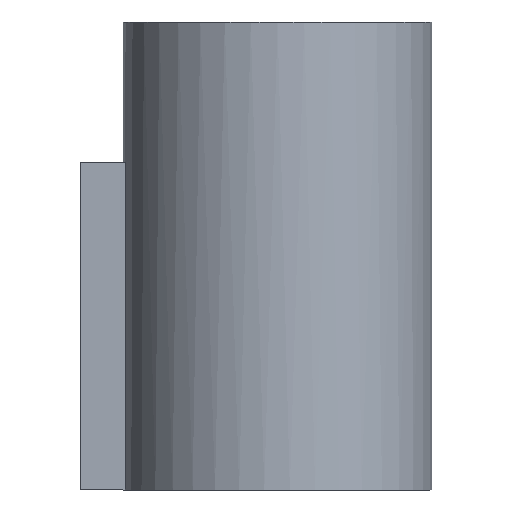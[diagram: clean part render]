
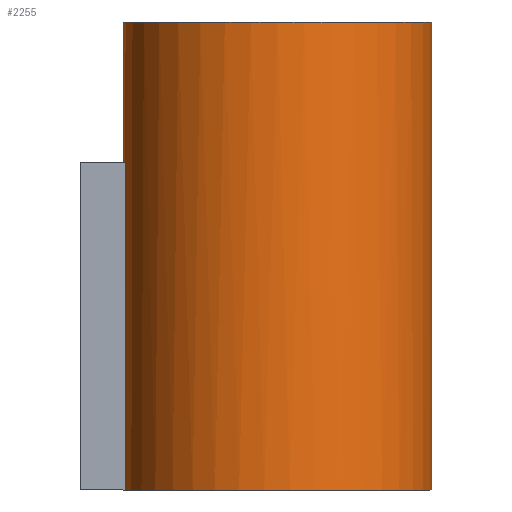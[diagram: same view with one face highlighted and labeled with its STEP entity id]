
A CAD part, front view. The second image highlights one B-rep face of the part: STEP entity #2255.
In plain terms, the highlighted cylindrical face has radius 5.5 mm (diameter 11 mm), a full revolution.
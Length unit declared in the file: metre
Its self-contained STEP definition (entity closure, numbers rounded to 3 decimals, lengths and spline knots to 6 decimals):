
#12=CYLINDRICAL_SURFACE('',#2388,0.0055);
#13=CIRCLE('',#2387,0.0055);
#14=CIRCLE('',#2389,0.0055);
#15=CIRCLE('',#2390,0.0055);
#16=CIRCLE('',#2391,0.0055);
#17=CIRCLE('',#2392,0.0055);
#113=ORIENTED_EDGE('',*,*,#716,.F.);
#114=ORIENTED_EDGE('',*,*,#775,.F.);
#115=ORIENTED_EDGE('',*,*,#776,.T.);
#116=ORIENTED_EDGE('',*,*,#777,.T.);
#117=ORIENTED_EDGE('',*,*,#778,.F.);
#118=ORIENTED_EDGE('',*,*,#779,.F.);
#119=ORIENTED_EDGE('',*,*,#780,.T.);
#120=ORIENTED_EDGE('',*,*,#781,.T.);
#121=ORIENTED_EDGE('',*,*,#782,.F.);
#716=EDGE_CURVE('',#1047,#1047,#13,.T.);
#775=EDGE_CURVE('',#1106,#1107,#14,.F.);
#776=EDGE_CURVE('',#1106,#1108,#1326,.F.);
#777=EDGE_CURVE('',#1108,#1109,#15,.F.);
#778=EDGE_CURVE('',#1110,#1109,#1327,.F.);
#779=EDGE_CURVE('',#1111,#1110,#16,.F.);
#780=EDGE_CURVE('',#1111,#1112,#1328,.F.);
#781=EDGE_CURVE('',#1112,#1113,#17,.F.);
#782=EDGE_CURVE('',#1107,#1113,#1329,.F.);
#1047=VERTEX_POINT('',#3161);
#1106=VERTEX_POINT('',#3280);
#1107=VERTEX_POINT('',#3281);
#1108=VERTEX_POINT('',#3283);
#1109=VERTEX_POINT('',#3285);
#1110=VERTEX_POINT('',#3287);
#1111=VERTEX_POINT('',#3289);
#1112=VERTEX_POINT('',#3291);
#1113=VERTEX_POINT('',#3293);
#1326=LINE('',#3282,#1652);
#1327=LINE('',#3286,#1653);
#1328=LINE('',#3290,#1654);
#1329=LINE('',#3294,#1655);
#1652=VECTOR('',#2614,1.);
#1653=VECTOR('',#2617,1.);
#1654=VECTOR('',#2620,1.);
#1655=VECTOR('',#2623,1.);
#1889=EDGE_LOOP('',(#113));
#1890=EDGE_LOOP('',(#114,#115,#116,#117,#118,#119,#120,#121));
#2015=FACE_BOUND('',#1889,.T.);
#2016=FACE_BOUND('',#1890,.T.);
#2255=ADVANCED_FACE('',(#2015,#2016),#12,.T.);
#2387=AXIS2_PLACEMENT_3D('',#3160,#2550,#2551);
#2388=AXIS2_PLACEMENT_3D('',#3278,#2610,#2611);
#2389=AXIS2_PLACEMENT_3D('',#3279,#2612,#2613);
#2390=AXIS2_PLACEMENT_3D('',#3284,#2615,#2616);
#2391=AXIS2_PLACEMENT_3D('',#3288,#2618,#2619);
#2392=AXIS2_PLACEMENT_3D('',#3292,#2621,#2622);
#2550=DIRECTION('',(0.,0.,1.));
#2551=DIRECTION('',(1.,0.,0.));
#2610=DIRECTION('',(0.,0.,1.));
#2611=DIRECTION('',(1.,0.,0.));
#2612=DIRECTION('',(0.,0.,1.));
#2613=DIRECTION('',(1.,0.,0.));
#2614=DIRECTION('',(0.,0.,1.));
#2615=DIRECTION('',(0.,0.,-1.));
#2616=DIRECTION('',(-1.,0.,0.));
#2617=DIRECTION('',(0.,0.,1.));
#2618=DIRECTION('',(0.,0.,1.));
#2619=DIRECTION('',(1.,0.,0.));
#2620=DIRECTION('',(0.,0.,1.));
#2621=DIRECTION('',(0.,0.,-1.));
#2622=DIRECTION('',(-1.,0.,0.));
#2623=DIRECTION('',(0.,0.,1.));
#3160=CARTESIAN_POINT('',(0.151049,-0.132514,0.023773));
#3161=CARTESIAN_POINT('',(0.156549,-0.132514,0.023773));
#3278=CARTESIAN_POINT('',(0.151049,-0.132514,-0.388279));
#3279=CARTESIAN_POINT('',(0.151049,-0.132514,0.018773));
#3280=CARTESIAN_POINT('',(0.150174,-0.127084,0.018773));
#3281=CARTESIAN_POINT('',(0.151924,-0.127084,0.018773));
#3282=CARTESIAN_POINT('',(0.150174,-0.127084,-0.388279));
#3283=CARTESIAN_POINT('',(0.150174,-0.127084,0.007091));
#3284=CARTESIAN_POINT('',(0.151049,-0.132514,0.007091));
#3285=CARTESIAN_POINT('',(0.145619,-0.131639,0.007091));
#3286=CARTESIAN_POINT('',(0.145619,-0.131639,-0.388279));
#3287=CARTESIAN_POINT('',(0.145619,-0.131639,0.018773));
#3288=CARTESIAN_POINT('',(0.151049,-0.132514,0.018773));
#3289=CARTESIAN_POINT('',(0.145619,-0.133389,0.018773));
#3290=CARTESIAN_POINT('',(0.145619,-0.133389,-0.388279));
#3291=CARTESIAN_POINT('',(0.145619,-0.133389,0.007091));
#3292=CARTESIAN_POINT('',(0.151049,-0.132514,0.007091));
#3293=CARTESIAN_POINT('',(0.151924,-0.127084,0.007091));
#3294=CARTESIAN_POINT('',(0.151924,-0.127084,-0.388279));
